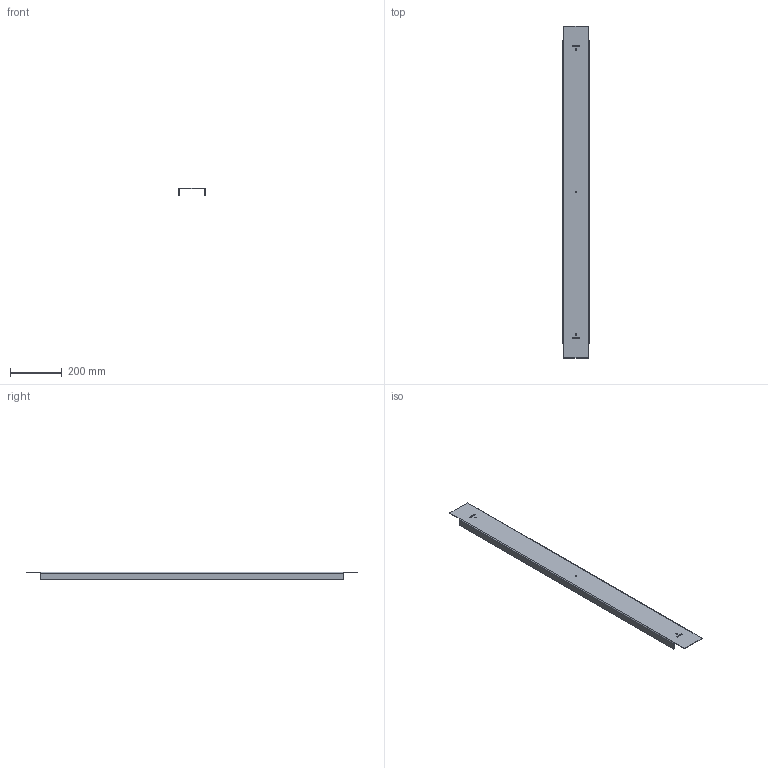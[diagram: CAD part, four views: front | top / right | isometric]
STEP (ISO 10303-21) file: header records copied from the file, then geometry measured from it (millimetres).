
FILE_DESCRIPTION (( 'STEP AP214' ), '1' );
FILE_NAME ('712.140.STEP', '2024-08-21T09:04:47', ( '' ), ( '' ), 'SwSTEP 2.0', 'SolidWorks 2021', '' );
FILE_SCHEMA (( 'AUTOMOTIVE_DESIGN' ));
Length unit declared in the file: millimetre
Products named in the file (1): 712.140
Bounding box: 102.8 x 1281 x 29 mm (x, y, z)
Volume: 381280.8 mm3; surface area: 387414.8 mm2
Topology: 1 solids, 1 shells, 38 faces, 96 edges, 60 vertices
Faces by surface type: plane 28, cylinder 10
Entity records: 1178 total; most frequent: CARTESIAN_POINT 195, DIRECTION 194, ORIENTED_EDGE 192, EDGE_CURVE 96, VECTOR 76, LINE 76, VERTEX_POINT 60, AXIS2_PLACEMENT_3D 59
